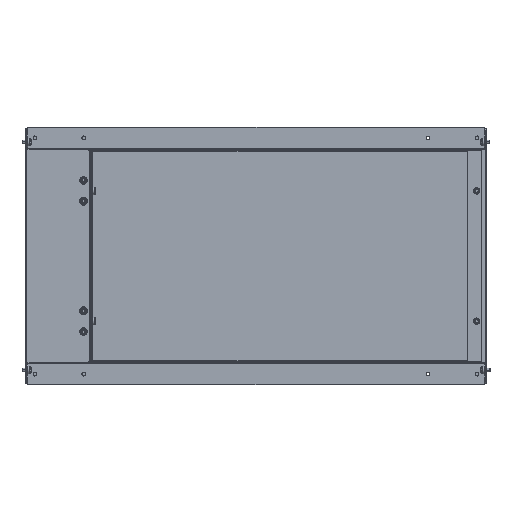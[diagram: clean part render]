
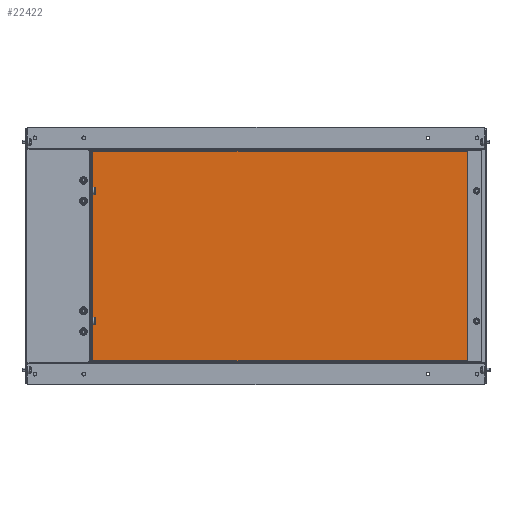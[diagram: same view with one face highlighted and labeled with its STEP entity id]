
A CAD part, left-side view. The second image highlights one B-rep face of the part: STEP entity #22422.
In plain terms, the highlighted planar face has unit normal (-1, 0, 0).
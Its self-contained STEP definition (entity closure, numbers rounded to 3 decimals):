
#267 = VECTOR ( 'NONE', #13912, 1000. ) ;
#298 = DIRECTION ( 'NONE',  ( 0., 0., 1. ) ) ;
#346 = ORIENTED_EDGE ( 'NONE', *, *, #4133, .T. ) ;
#456 = CARTESIAN_POINT ( 'NONE',  ( 75.411, 366.602, -651.697 ) ) ;
#1679 = ORIENTED_EDGE ( 'NONE', *, *, #19344, .T. ) ;
#2457 = CARTESIAN_POINT ( 'NONE',  ( 75.411, -208.898, -330.697 ) ) ;
#2974 = EDGE_CURVE ( 'NONE', #11084, #26666, #9646, .T. ) ;
#3590 = DIRECTION ( 'NONE',  ( 0., 1., 0. ) ) ;
#3857 = LINE ( 'NONE', #27616, #11369 ) ;
#4133 = EDGE_CURVE ( 'NONE', #26666, #24183, #3857, .T. ) ;
#5110 = LINE ( 'NONE', #13480, #267 ) ;
#5544 = DIRECTION ( 'NONE',  ( 0., 0., -1. ) ) ;
#7574 = FACE_OUTER_BOUND ( 'NONE', #18082, .T. ) ;
#7682 = CARTESIAN_POINT ( 'NONE',  ( 75.411, 366.602, -330.697 ) ) ;
#9095 = VECTOR ( 'NONE', #10536, 1000. ) ;
#9646 = LINE ( 'NONE', #11407, #26434 ) ;
#10454 = CARTESIAN_POINT ( 'NONE',  ( 75.411, -208.898, -651.697 ) ) ;
#10536 = DIRECTION ( 'NONE',  ( 0., 0., -1. ) ) ;
#11084 = VERTEX_POINT ( 'NONE', #10454 ) ;
#11369 = VECTOR ( 'NONE', #3590, 1000. ) ;
#11407 = CARTESIAN_POINT ( 'NONE',  ( 75.411, -208.898, -491.197 ) ) ;
#13480 = CARTESIAN_POINT ( 'NONE',  ( 75.411, 78.852, -651.697 ) ) ;
#13912 = DIRECTION ( 'NONE',  ( 0., -1., 0. ) ) ;
#14362 = ORIENTED_EDGE ( 'NONE', *, *, #17871, .T. ) ;
#14422 = ORIENTED_EDGE ( 'NONE', *, *, #2974, .T. ) ;
#17871 = EDGE_CURVE ( 'NONE', #25597, #11084, #5110, .T. ) ;
#18082 = EDGE_LOOP ( 'NONE', ( #346, #1679, #14362, #14422 ) ) ;
#18347 = PLANE ( 'NONE',  #19279 ) ;
#19279 = AXIS2_PLACEMENT_3D ( 'NONE', #25256, #20657, #5544 ) ;
#19344 = EDGE_CURVE ( 'NONE', #24183, #25597, #27764, .T. ) ;
#20657 = DIRECTION ( 'NONE',  ( -1., 0., 0. ) ) ;
#22422 = ADVANCED_FACE ( 'NONE', ( #7574 ), #18347, .T. ) ;
#24183 = VERTEX_POINT ( 'NONE', #7682 ) ;
#25256 = CARTESIAN_POINT ( 'NONE',  ( 75.411, 78.852, -491.197 ) ) ;
#25489 = CARTESIAN_POINT ( 'NONE',  ( 75.411, 366.602, -491.197 ) ) ;
#25597 = VERTEX_POINT ( 'NONE', #456 ) ;
#26434 = VECTOR ( 'NONE', #298, 1000. ) ;
#26666 = VERTEX_POINT ( 'NONE', #2457 ) ;
#27616 = CARTESIAN_POINT ( 'NONE',  ( 75.411, 78.852, -330.697 ) ) ;
#27764 = LINE ( 'NONE', #25489, #9095 ) ;
